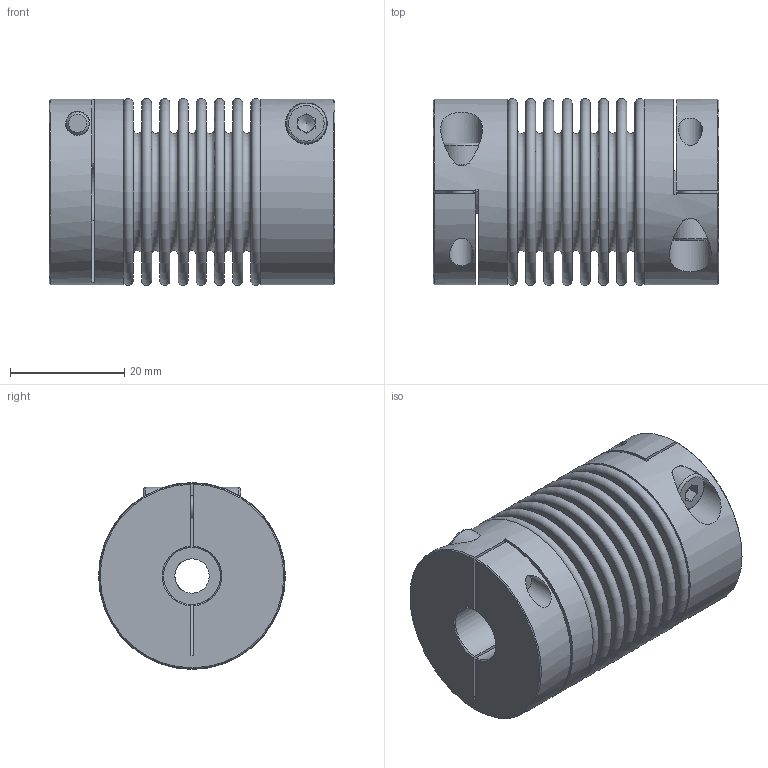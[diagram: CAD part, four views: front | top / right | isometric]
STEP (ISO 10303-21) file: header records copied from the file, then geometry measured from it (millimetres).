
FILE_DESCRIPTION(/* description */ ('STEP AP203'),/* implementation_level */ '2;1');
FILE_NAME(/* name */ 'KB2-45-50-10-6',/* time_stamp */ '2023-06-16T10:26:50+02:00',/* author */ ('License CC BY-ND 4.0'),/* organization */ ('CADENAS'),/* preprocessor_version */ 'ST-DEVELOPER v19.3',/* originating_system */ 'PARTsolutions',/* authorisation */ ' ');
FILE_SCHEMA (('CONFIG_CONTROL_DESIGN','AP203_CONFIGURATION_CONTROLLED_3D_DESIGN_OF_MECHANICAL_PARTS_AND_ASSEMBLIES_MIM_LF { 1 0 10303 203 3 1 4 }'));
Length unit declared in the file: millimetre
Products named in the file (1): KB2-45-50-10-6
Bounding box: 50 x 32.67 x 32.67 mm (x, y, z)
Volume: 22038 mm3; surface area: 25731.5 mm2
Topology: 1 solids, 1 shells, 144 faces, 305 edges, 199 vertices
Faces by surface type: plane 80, torus 34, cylinder 20, cone 10
Full cylindrical faces by diameter (mm): 4 x2, 4.2 x2, 6 x1, 7 x2, 10 x1, 21.876 x2, 32.5 x2
Entity records: 3580 total; most frequent: CARTESIAN_POINT 687, DIRECTION 628, ORIENTED_EDGE 468, AXIS2_PLACEMENT_3D 271, FACE_BOUND 236, EDGE_CURVE 234, EDGE_LOOP 234, VERTEX_POINT 182
